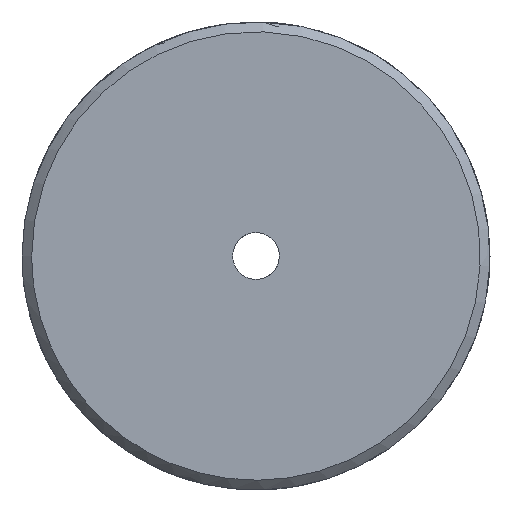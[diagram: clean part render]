
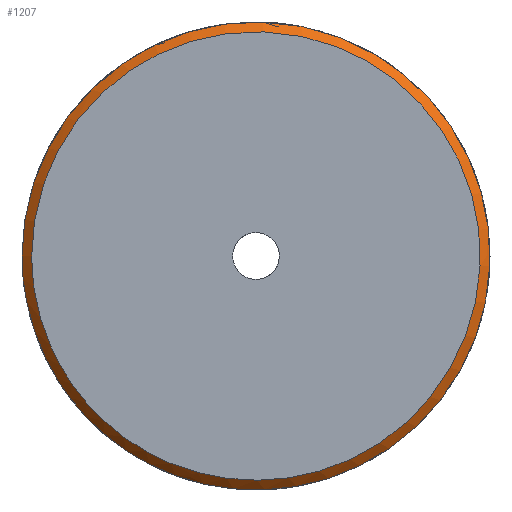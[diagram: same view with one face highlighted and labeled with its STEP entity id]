
A CAD part, left-side view. The second image highlights one B-rep face of the part: STEP entity #1207.
In plain terms, the highlighted free-form (B-spline) face has degree [5, 3] with [6, 4] control points.
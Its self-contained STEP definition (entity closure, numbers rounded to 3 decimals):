
#1112 = CARTESIAN_POINT ('', (-109.75, 6., 0.));
#1113 = VERTEX_POINT ('', #1112);
#1121 = CARTESIAN_POINT ('', (-109.75, 6., 0.));
#1122 = CARTESIAN_POINT ('', (-109.75, 6., 24.));
#1123 = CARTESIAN_POINT ('', (-109.75, -18., 12.));
#1124 = CARTESIAN_POINT ('', (-109.75, -18., -12.));
#1125 = CARTESIAN_POINT ('', (-109.75, 6., -24.));
#1126 = CARTESIAN_POINT ('', (-109.75, 6., 0.));
#1127 = (
   BOUNDED_CURVE ()
   B_SPLINE_CURVE (5, (#1121, #1122, #1123, #1124, #1125, #1126), .UNSPECIFIED., .T., .U.)
   B_SPLINE_CURVE_WITH_KNOTS ((6, 6), (0., 1.), .UNSPECIFIED.)
   CURVE ()
   GEOMETRIC_REPRESENTATION_ITEM ()
   RATIONAL_B_SPLINE_CURVE ((5., 1., 1., 1., 1., 5.))
   REPRESENTATION_ITEM ('')
);
#1128 = EDGE_CURVE ('', #1113, #1113, #1127, .T.);
#1160 = CARTESIAN_POINT ('', (-110., 5.75, 0.));
#1161 = VERTEX_POINT ('', #1160);
#1162 = CARTESIAN_POINT ('', (-110., 5.75, 0.));
#1163 = CARTESIAN_POINT ('', (-109.917, 5.833, 0.));
#1164 = CARTESIAN_POINT ('', (-109.833, 5.917, 0.));
#1165 = CARTESIAN_POINT ('', (-109.75, 6., 0.));
#1166 = B_SPLINE_CURVE_WITH_KNOTS ('', 3, (#1162, #1163, #1164, #1165), .UNSPECIFIED., .F., .U., (4, 4), (0., 1.), .UNSPECIFIED.);
#1167 = EDGE_CURVE ('', #1161, #1113, #1166, .T.);
#1168 = ORIENTED_EDGE ('', *, *, #1167, .F.);
#1169 = CARTESIAN_POINT ('', (-110., 5.75, 0.));
#1170 = CARTESIAN_POINT ('', (-110., 5.75, 23.));
#1171 = CARTESIAN_POINT ('', (-110., -17.25, 11.5));
#1172 = CARTESIAN_POINT ('', (-110., -17.25, -11.5));
#1173 = CARTESIAN_POINT ('', (-110., 5.75, -23.));
#1174 = CARTESIAN_POINT ('', (-110., 5.75, 0.));
#1175 = (
   BOUNDED_CURVE ()
   B_SPLINE_CURVE (5, (#1169, #1170, #1171, #1172, #1173, #1174), .UNSPECIFIED., .T., .U.)
   B_SPLINE_CURVE_WITH_KNOTS ((6, 6), (0., 1.), .UNSPECIFIED.)
   CURVE ()
   GEOMETRIC_REPRESENTATION_ITEM ()
   RATIONAL_B_SPLINE_CURVE ((5., 1., 1., 1., 1., 5.))
   REPRESENTATION_ITEM ('')
);
#1176 = EDGE_CURVE ('', #1161, #1161, #1175, .T.);
#1177 = ORIENTED_EDGE ('', *, *, #1176, .T.);
#1178 = ORIENTED_EDGE ('', *, *, #1167, .T.);
#1179 = ORIENTED_EDGE ('', *, *, #1128, .F.);
#1180 = EDGE_LOOP ('', (#1168, #1177, #1178, #1179));
#1181 = FACE_OUTER_BOUND ('', #1180, .T.);
#1182 = CARTESIAN_POINT ('', (-110., 5.75, 0.));
#1183 = CARTESIAN_POINT ('', (-109.917, 5.833, 0.));
#1184 = CARTESIAN_POINT ('', (-109.833, 5.917, 0.));
#1185 = CARTESIAN_POINT ('', (-109.75, 6., 0.));
#1186 = CARTESIAN_POINT ('', (-110., 5.75, 23.));
#1187 = CARTESIAN_POINT ('', (-109.917, 5.833, 23.333));
#1188 = CARTESIAN_POINT ('', (-109.833, 5.917, 23.667));
#1189 = CARTESIAN_POINT ('', (-109.75, 6., 24.));
#1190 = CARTESIAN_POINT ('', (-110., -17.25, 11.5));
#1191 = CARTESIAN_POINT ('', (-109.917, -17.5, 11.667));
#1192 = CARTESIAN_POINT ('', (-109.833, -17.75, 11.833));
#1193 = CARTESIAN_POINT ('', (-109.75, -18., 12.));
#1194 = CARTESIAN_POINT ('', (-110., -17.25, -11.5));
#1195 = CARTESIAN_POINT ('', (-109.917, -17.5, -11.667));
#1196 = CARTESIAN_POINT ('', (-109.833, -17.75, -11.833));
#1197 = CARTESIAN_POINT ('', (-109.75, -18., -12.));
#1198 = CARTESIAN_POINT ('', (-110., 5.75, -23.));
#1199 = CARTESIAN_POINT ('', (-109.917, 5.833, -23.333));
#1200 = CARTESIAN_POINT ('', (-109.833, 5.917, -23.667));
#1201 = CARTESIAN_POINT ('', (-109.75, 6., -24.));
#1202 = CARTESIAN_POINT ('', (-110., 5.75, 0.));
#1203 = CARTESIAN_POINT ('', (-109.917, 5.833, 0.));
#1204 = CARTESIAN_POINT ('', (-109.833, 5.917, 0.));
#1205 = CARTESIAN_POINT ('', (-109.75, 6., 0.));
#1206 = (
   BOUNDED_SURFACE ()
   B_SPLINE_SURFACE (5, 3, ((#1182, #1183, #1184, #1185), (#1186, #1187, #1188, #1189), (#1190, #1191, #1192, #1193), (#1194, #1195, #1196, #1197), (#1198, #1199, #1200, #1201), (#1202, #1203, #1204, #1205)), .UNSPECIFIED., .T., .F., .U.)
   B_SPLINE_SURFACE_WITH_KNOTS ((6, 6), (4, 4), (0., 1.), (0., 1.), .UNSPECIFIED.)
   SURFACE ()
   GEOMETRIC_REPRESENTATION_ITEM ()
   RATIONAL_B_SPLINE_SURFACE (((5., 5., 5., 5.), (1., 1., 1., 1.), (1., 1., 1., 1.), (1., 1., 1., 1.), (1., 1., 1., 1.), (5., 5., 5., 5.)))
   REPRESENTATION_ITEM ('')
);
#1207 = ADVANCED_FACE ('', (#1181), #1206, .T.);
